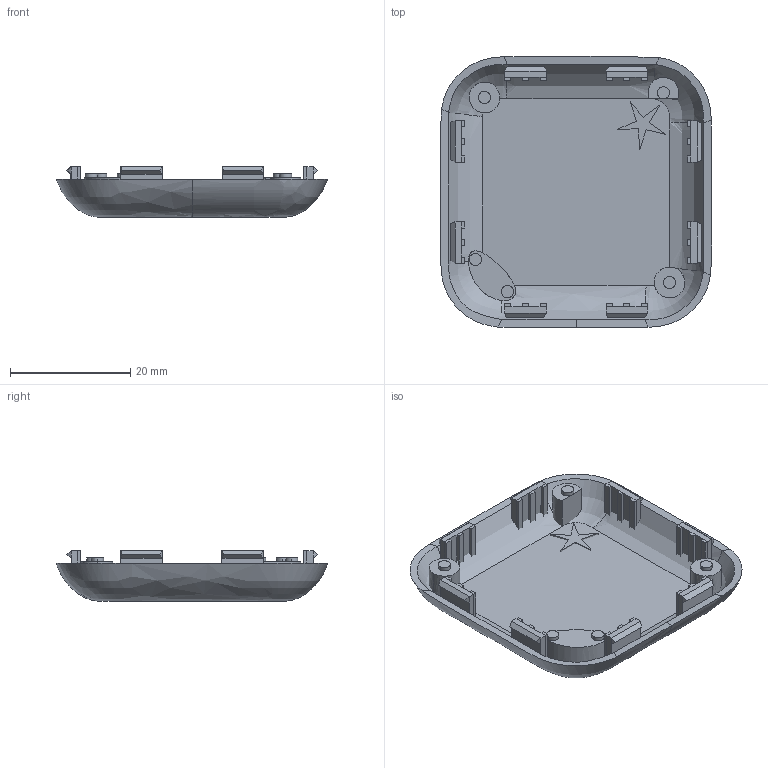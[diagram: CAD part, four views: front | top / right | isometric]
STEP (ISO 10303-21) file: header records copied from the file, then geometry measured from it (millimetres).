
FILE_DESCRIPTION(/* description */ (''),/* implementation_level */ '2;1');
FILE_NAME(/* name */ 'bottom',/* time_stamp */ '2015-05-19T15:41:08-07:00',/* author */ (''),/* organization */ (''),/* preprocessor_version */ 'ST-DEVELOPER v15',/* originating_system */ '',/* authorisation */ '');
FILE_SCHEMA (('AUTOMOTIVE_DESIGN'));
Length unit declared in the file: millimetre
Products named in the file (1): Document
Bounding box: 45.06 x 45.06 x 8.46 mm (x, y, z)
Volume: 872.3 mm3; surface area: 6429.5 mm2
Topology: 18 solids, 19 shells, 449 faces, 1087 edges, 664 vertices
Faces by surface type: bspline 358, plane 91
Entity records: 25263 total; most frequent: CARTESIAN_POINT 18163, ORIENTED_EDGE 2123, EDGE_CURVE 1067, B_SPLINE_CURVE_WITH_KNOTS 1011, VERTEX_POINT 665, EDGE_LOOP 461, ADVANCED_FACE 449, FACE_OUTER_BOUND 449
